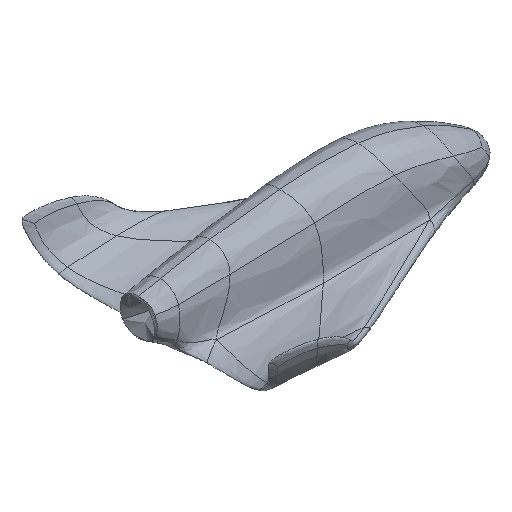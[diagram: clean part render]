
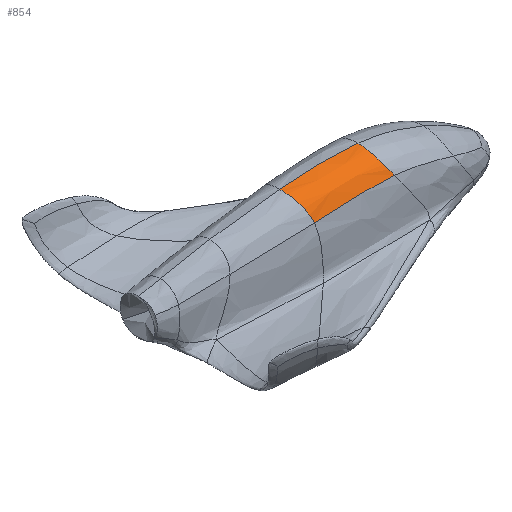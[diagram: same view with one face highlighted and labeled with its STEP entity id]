
A CAD part, isometric view. The second image highlights one B-rep face of the part: STEP entity #854.
In plain terms, the highlighted free-form (B-spline) face has degree [3, 3] with [4, 4] control points.
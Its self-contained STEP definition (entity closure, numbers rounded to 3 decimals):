
#854=ADVANCED_FACE('',(#935),#2393,.T.);
#935=FACE_OUTER_BOUND('',#1016,.T.);
#1016=EDGE_LOOP('',(#1262,#1263,#1264,#1265));
#1262=ORIENTED_EDGE('',*,*,#1587,.T.);
#1263=ORIENTED_EDGE('',*,*,#1588,.T.);
#1264=ORIENTED_EDGE('',*,*,#1586,.F.);
#1265=ORIENTED_EDGE('',*,*,#1589,.T.);
#1586=EDGE_CURVE('',#2234,#2235,#1910,.T.);
#1587=EDGE_CURVE('',#2236,#2237,#1911,.T.);
#1588=EDGE_CURVE('',#2237,#2235,#1912,.T.);
#1589=EDGE_CURVE('',#2234,#2236,#1913,.T.);
#1910=B_SPLINE_CURVE_WITH_KNOTS('',3,(#17142,#17143,#17144,#17145),
 .UNSPECIFIED.,.F.,.F.,(4,4),(0.,1374.609),
 .UNSPECIFIED.);
#1911=B_SPLINE_CURVE_WITH_KNOTS('',5,(#17146,#17147,#17148,#17149,#17150,
#17151),.UNSPECIFIED.,.F.,.F.,(6,6),(0.,1423.299),
 .UNSPECIFIED.);
#1912=B_SPLINE_CURVE_WITH_KNOTS('',5,(#17152,#17153,#17154,#17155,#17156,
#17157,#17158,#17159,#17160,#17161,#17162,#17163,#17164,#17165,#17166,#17167,
#17168,#17169),.UNSPECIFIED.,.F.,.F.,(6,3,3,3,3,6),(0.,
461.427,986.94,1591.024,2300.313,2858.322),
 .UNSPECIFIED.);
#1913=B_SPLINE_CURVE_WITH_KNOTS('',6,(#17170,#17171,#17172,#17173,#17174,
#17175,#17176,#17177,#17178,#17179,#17180,#17181,#17182,#17183,#17184),
 .UNSPECIFIED.,.F.,.F.,(7,4,4,7),(-2858.322,-2143.742,-714.581,
0.),.UNSPECIFIED.);
#2234=VERTEX_POINT('',#17138);
#2235=VERTEX_POINT('',#17139);
#2236=VERTEX_POINT('',#17140);
#2237=VERTEX_POINT('',#17141);
#2393=B_SPLINE_SURFACE_WITH_KNOTS('',3,3,((#17122,#17123,#17124,#17125),
(#17126,#17127,#17128,#17129),(#17130,#17131,#17132,#17133),(#17134,#17135,
#17136,#17137)),.UNSPECIFIED.,.F.,.F.,.F.,(4,4),(4,4),(0.,
1423.299),(0.,2858.322),
 .UNSPECIFIED.);
#17122=CARTESIAN_POINT('',(1.968,-1.03,0.744));
#17123=CARTESIAN_POINT('',(1.121,-1.02,0.812));
#17124=CARTESIAN_POINT('',(0.138,-1.02,0.737));
#17125=CARTESIAN_POINT('',(-0.88,-0.982,0.654));
#17126=CARTESIAN_POINT('',(1.724,-0.812,1.164));
#17127=CARTESIAN_POINT('',(0.884,-0.792,1.252));
#17128=CARTESIAN_POINT('',(-0.03,-0.792,1.18));
#17129=CARTESIAN_POINT('',(-0.96,-0.766,1.094));
#17130=CARTESIAN_POINT('',(1.679,-0.406,1.378));
#17131=CARTESIAN_POINT('',(0.791,-0.396,1.472));
#17132=CARTESIAN_POINT('',(-0.217,-0.396,1.424));
#17133=CARTESIAN_POINT('',(-1.147,-0.383,1.346));
#17134=CARTESIAN_POINT('',(1.679,0.,1.378));
#17135=CARTESIAN_POINT('',(0.791,0.,1.472));
#17136=CARTESIAN_POINT('',(-0.217,0.,1.424));
#17137=CARTESIAN_POINT('',(-1.147,0.,1.346));
#17138=CARTESIAN_POINT('',(-0.88,-0.982,0.654));
#17139=CARTESIAN_POINT('',(-1.147,0.,1.346));
#17140=CARTESIAN_POINT('',(1.968,-1.03,0.744));
#17141=CARTESIAN_POINT('',(1.679,0.,1.378));
#17142=CARTESIAN_POINT('',(-0.88,-0.982,0.654));
#17143=CARTESIAN_POINT('',(-0.96,-0.766,1.094));
#17144=CARTESIAN_POINT('',(-1.147,-0.383,1.346));
#17145=CARTESIAN_POINT('',(-1.147,0.,1.346));
#17146=CARTESIAN_POINT('',(1.968,-1.03,0.744));
#17147=CARTESIAN_POINT('',(1.821,-0.899,0.996));
#17148=CARTESIAN_POINT('',(1.735,-0.712,1.186));
#17149=CARTESIAN_POINT('',(1.693,-0.487,1.314));
#17150=CARTESIAN_POINT('',(1.679,-0.244,1.378));
#17151=CARTESIAN_POINT('',(1.679,0.,1.378));
#17152=CARTESIAN_POINT('',(1.679,0.,1.378));
#17153=CARTESIAN_POINT('',(1.588,0.,1.388));
#17154=CARTESIAN_POINT('',(1.497,0.,1.396));
#17155=CARTESIAN_POINT('',(1.406,0.,1.403));
#17156=CARTESIAN_POINT('',(1.211,0.,1.416));
#17157=CARTESIAN_POINT('',(1.016,0.,1.424));
#17158=CARTESIAN_POINT('',(0.912,0.,1.427));
#17159=CARTESIAN_POINT('',(0.688,0.,1.431));
#17160=CARTESIAN_POINT('',(0.464,0.,1.43));
#17161=CARTESIAN_POINT('',(0.345,0.,1.428));
#17162=CARTESIAN_POINT('',(0.085,0.,1.422));
#17163=CARTESIAN_POINT('',(-0.175,0.,1.412));
#17164=CARTESIAN_POINT('',(-0.315,0.,1.405));
#17165=CARTESIAN_POINT('',(-0.566,0.,1.39));
#17166=CARTESIAN_POINT('',(-0.816,0.,1.372));
#17167=CARTESIAN_POINT('',(-0.926,0.,1.364));
#17168=CARTESIAN_POINT('',(-1.037,0.,1.355));
#17169=CARTESIAN_POINT('',(-1.147,0.,1.346));
#17170=CARTESIAN_POINT('',(-0.88,-0.982,0.654));
#17171=CARTESIAN_POINT('',(-0.753,-0.987,0.664));
#17172=CARTESIAN_POINT('',(-0.626,-0.991,0.675));
#17173=CARTESIAN_POINT('',(-0.5,-0.995,0.685));
#17174=CARTESIAN_POINT('',(-0.374,-0.998,0.694));
#17175=CARTESIAN_POINT('',(0.001,-1.007,0.722));
#17176=CARTESIAN_POINT('',(0.369,-1.014,0.746));
#17177=CARTESIAN_POINT('',(0.611,-1.017,0.758));
#17178=CARTESIAN_POINT('',(0.849,-1.019,0.767));
#17179=CARTESIAN_POINT('',(1.198,-1.022,0.774));
#17180=CARTESIAN_POINT('',(1.535,-1.025,0.768));
#17181=CARTESIAN_POINT('',(1.646,-1.026,0.764));
#17182=CARTESIAN_POINT('',(1.755,-1.027,0.759));
#17183=CARTESIAN_POINT('',(1.862,-1.029,0.752));
#17184=CARTESIAN_POINT('',(1.968,-1.03,0.744));
